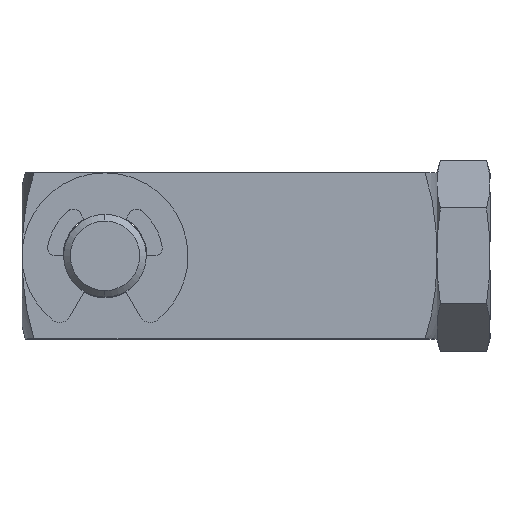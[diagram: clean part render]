
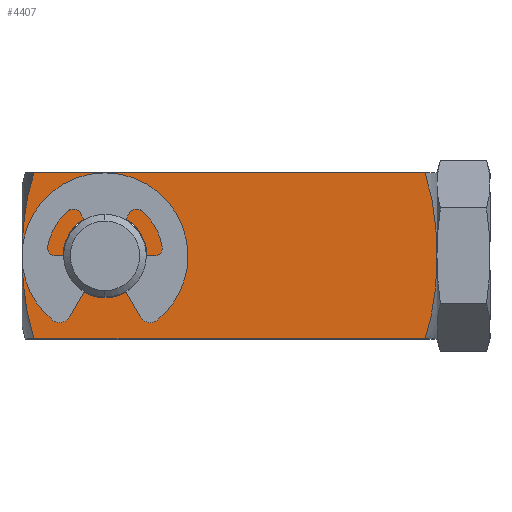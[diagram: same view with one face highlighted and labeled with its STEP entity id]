
A CAD part, top view. The second image highlights one B-rep face of the part: STEP entity #4407.
In plain terms, the highlighted planar face has unit normal (0, 0, 1).
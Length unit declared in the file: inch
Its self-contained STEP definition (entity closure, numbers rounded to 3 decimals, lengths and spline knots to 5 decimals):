
#129 = DIRECTION ( 'NONE',  ( 1., 0., 0. ) ) ;
#463 = ORIENTED_EDGE ( 'NONE', *, *, #1519, .T. ) ;
#483 = CARTESIAN_POINT ( 'NONE',  ( 0.7482, -0.0635, 0.1875 ) ) ;
#700 = LINE ( 'NONE', #1666, #4589 ) ;
#758 = CARTESIAN_POINT ( 'NONE',  ( 0., 0., 0.1875 ) ) ;
#767 = AXIS2_PLACEMENT_3D ( 'NONE', #6207, #3143, #129 ) ;
#811 = VERTEX_POINT ( 'NONE', #1066 ) ;
#845 = CARTESIAN_POINT ( 'NONE',  ( -0.1852, 0.0635, 0.1875 ) ) ;
#935 = CARTESIAN_POINT ( 'NONE',  ( -0.095, 0., 0.1875 ) ) ;
#1005 = CARTESIAN_POINT ( 'NONE',  ( 0.73333, -0.15702, 0.1875 ) ) ;
#1066 = CARTESIAN_POINT ( 'NONE',  ( 0.75, 0., 0.1875 ) ) ;
#1078 = VERTEX_POINT ( 'NONE', #4810 ) ;
#1169 = DIRECTION ( 'NONE',  ( -1., 0., 0. ) ) ;
#1264 = DIRECTION ( 'NONE',  ( 1., 0., 0. ) ) ;
#1345 = CARTESIAN_POINT ( 'NONE',  ( -0.17033, 0.15702, 0.1875 ) ) ;
#1346 = CARTESIAN_POINT ( 'NONE',  ( -0.17033, -0.15702, 0.1875 ) ) ;
#1387 = EDGE_LOOP ( 'NONE', ( #1413, #3963, #4463, #4310, #463, #3430 ) ) ;
#1393 = CARTESIAN_POINT ( 'NONE',  ( 0.095, 0., 0.1875 ) ) ;
#1413 = ORIENTED_EDGE ( 'NONE', *, *, #2920, .F. ) ;
#1431 = CARTESIAN_POINT ( 'NONE',  ( -0.16048, 0.1875, 0.1875 ) ) ;
#1487 = CARTESIAN_POINT ( 'NONE',  ( 0.75, 0., 0.1875 ) ) ;
#1519 = EDGE_CURVE ( 'NONE', #1078, #5369, #700, .T. ) ;
#1548 = B_SPLINE_CURVE_WITH_KNOTS ( 'NONE', 3,
 ( #1487, #2481, #483, #4040, #1005, #4568 ),
 .UNSPECIFIED., .F., .F.,
 ( 4, 2, 4 ),
 ( 0., 0.0024, 0.00481 ),
 .UNSPECIFIED. ) ;
#1616 = ORIENTED_EDGE ( 'NONE', *, *, #6127, .F. ) ;
#1656 = VERTEX_POINT ( 'NONE', #3330 ) ;
#1666 = CARTESIAN_POINT ( 'NONE',  ( -0.187, 0.1875, 0.1875 ) ) ;
#1754 = CARTESIAN_POINT ( 'NONE',  ( 0.7482, 0.0635, 0.1875 ) ) ;
#1755 = CIRCLE ( 'NONE', #3226, 0.095 ) ;
#1808 = AXIS2_PLACEMENT_3D ( 'NONE', #758, #4306, #1264 ) ;
#1932 = FACE_BOUND ( 'NONE', #6424, .T. ) ;
#1976 = EDGE_CURVE ( 'NONE', #811, #1656, #1548, .T. ) ;
#2274 = CARTESIAN_POINT ( 'NONE',  ( 0.75, 0., 0.1875 ) ) ;
#2355 = CARTESIAN_POINT ( 'NONE',  ( -0.1852, -0.0635, 0.1875 ) ) ;
#2457 = EDGE_CURVE ( 'NONE', #2617, #1656, #6129, .T. ) ;
#2481 = CARTESIAN_POINT ( 'NONE',  ( 0.75, -0.03188, 0.1875 ) ) ;
#2515 = VERTEX_POINT ( 'NONE', #2935 ) ;
#2563 = CARTESIAN_POINT ( 'NONE',  ( 0., 0., 0.1875 ) ) ;
#2617 = VERTEX_POINT ( 'NONE', #5069 ) ;
#2759 = CARTESIAN_POINT ( 'NONE',  ( 0.72348, 0.1875, 0.1875 ) ) ;
#2813 = ORIENTED_EDGE ( 'NONE', *, *, #4033, .F. ) ;
#2861 = CARTESIAN_POINT ( 'NONE',  ( -0.187, 0., 0.1875 ) ) ;
#2904 = B_SPLINE_CURVE_WITH_KNOTS ( 'NONE', 3,
 ( #3361, #5380, #845, #4391, #1345, #4913 ),
 .UNSPECIFIED., .F., .F.,
 ( 4, 2, 4 ),
 ( 0., 0.0024, 0.00481 ),
 .UNSPECIFIED. ) ;
#2920 = EDGE_CURVE ( 'NONE', #2617, #2515, #5095, .T. ) ;
#2935 = CARTESIAN_POINT ( 'NONE',  ( -0.187, 0., 0.1875 ) ) ;
#3066 = DIRECTION ( 'NONE',  ( 1., 0., 0. ) ) ;
#3143 = DIRECTION ( 'NONE',  ( 0., 0., -1. ) ) ;
#3188 = CIRCLE ( 'NONE', #1808, 0.095 ) ;
#3226 = AXIS2_PLACEMENT_3D ( 'NONE', #2563, #6131, #3066 ) ;
#3301 = FACE_OUTER_BOUND ( 'NONE', #1387, .T. ) ;
#3330 = CARTESIAN_POINT ( 'NONE',  ( 0.72348, -0.1875, 0.1875 ) ) ;
#3361 = CARTESIAN_POINT ( 'NONE',  ( -0.187, 0., 0.1875 ) ) ;
#3430 = ORIENTED_EDGE ( 'NONE', *, *, #5823, .F. ) ;
#3963 = ORIENTED_EDGE ( 'NONE', *, *, #2457, .T. ) ;
#4033 = EDGE_CURVE ( 'NONE', #5357, #6500, #3188, .T. ) ;
#4040 = CARTESIAN_POINT ( 'NONE',  ( 0.73989, -0.12607, 0.1875 ) ) ;
#4306 = DIRECTION ( 'NONE',  ( 0., 0., 1. ) ) ;
#4310 = ORIENTED_EDGE ( 'NONE', *, *, #5748, .F. ) ;
#4391 = CARTESIAN_POINT ( 'NONE',  ( -0.17689, 0.12607, 0.1875 ) ) ;
#4407 = ADVANCED_FACE ( 'NONE', ( #3301, #1932 ), #6184, .F. ) ;
#4463 = ORIENTED_EDGE ( 'NONE', *, *, #1976, .F. ) ;
#4470 = DIRECTION ( 'NONE',  ( 1., 0., 0. ) ) ;
#4568 = CARTESIAN_POINT ( 'NONE',  ( 0.72348, -0.1875, 0.1875 ) ) ;
#4589 = VECTOR ( 'NONE', #1169, 39.37008 ) ;
#4798 = VECTOR ( 'NONE', #4470, 39.37008 ) ;
#4810 = CARTESIAN_POINT ( 'NONE',  ( 0.72348, 0.1875, 0.1875 ) ) ;
#4832 = CARTESIAN_POINT ( 'NONE',  ( 0.73989, 0.12607, 0.1875 ) ) ;
#4913 = CARTESIAN_POINT ( 'NONE',  ( -0.16048, 0.1875, 0.1875 ) ) ;
#4914 = CARTESIAN_POINT ( 'NONE',  ( -0.16048, -0.1875, 0.1875 ) ) ;
#5069 = CARTESIAN_POINT ( 'NONE',  ( -0.16048, -0.1875, 0.1875 ) ) ;
#5095 = B_SPLINE_CURVE_WITH_KNOTS ( 'NONE', 3,
 ( #4914, #1346, #5417, #2355, #5925, #2861 ),
 .UNSPECIFIED., .F., .F.,
 ( 4, 2, 4 ),
 ( 0., 0.0024, 0.00481 ),
 .UNSPECIFIED. ) ;
#5338 = CARTESIAN_POINT ( 'NONE',  ( 0.75, 0.03188, 0.1875 ) ) ;
#5357 = VERTEX_POINT ( 'NONE', #935 ) ;
#5369 = VERTEX_POINT ( 'NONE', #1431 ) ;
#5380 = CARTESIAN_POINT ( 'NONE',  ( -0.187, 0.03188, 0.1875 ) ) ;
#5417 = CARTESIAN_POINT ( 'NONE',  ( -0.17689, -0.12607, 0.1875 ) ) ;
#5473 = CARTESIAN_POINT ( 'NONE',  ( 0.75, -0.1875, 0.1875 ) ) ;
#5748 = EDGE_CURVE ( 'NONE', #1078, #811, #6028, .T. ) ;
#5811 = CARTESIAN_POINT ( 'NONE',  ( 0.73333, 0.15702, 0.1875 ) ) ;
#5823 = EDGE_CURVE ( 'NONE', #2515, #5369, #2904, .T. ) ;
#5925 = CARTESIAN_POINT ( 'NONE',  ( -0.187, -0.03188, 0.1875 ) ) ;
#6028 = B_SPLINE_CURVE_WITH_KNOTS ( 'NONE', 3,
 ( #2759, #5811, #4832, #1754, #5338, #2274 ),
 .UNSPECIFIED., .F., .F.,
 ( 4, 2, 4 ),
 ( 0., 0.0024, 0.00481 ),
 .UNSPECIFIED. ) ;
#6127 = EDGE_CURVE ( 'NONE', #6500, #5357, #1755, .T. ) ;
#6129 = LINE ( 'NONE', #5473, #4798 ) ;
#6131 = DIRECTION ( 'NONE',  ( 0., 0., 1. ) ) ;
#6184 = PLANE ( 'NONE',  #767 ) ;
#6207 = CARTESIAN_POINT ( 'NONE',  ( 0., 0., 0.1875 ) ) ;
#6424 = EDGE_LOOP ( 'NONE', ( #1616, #2813 ) ) ;
#6500 = VERTEX_POINT ( 'NONE', #1393 ) ;
